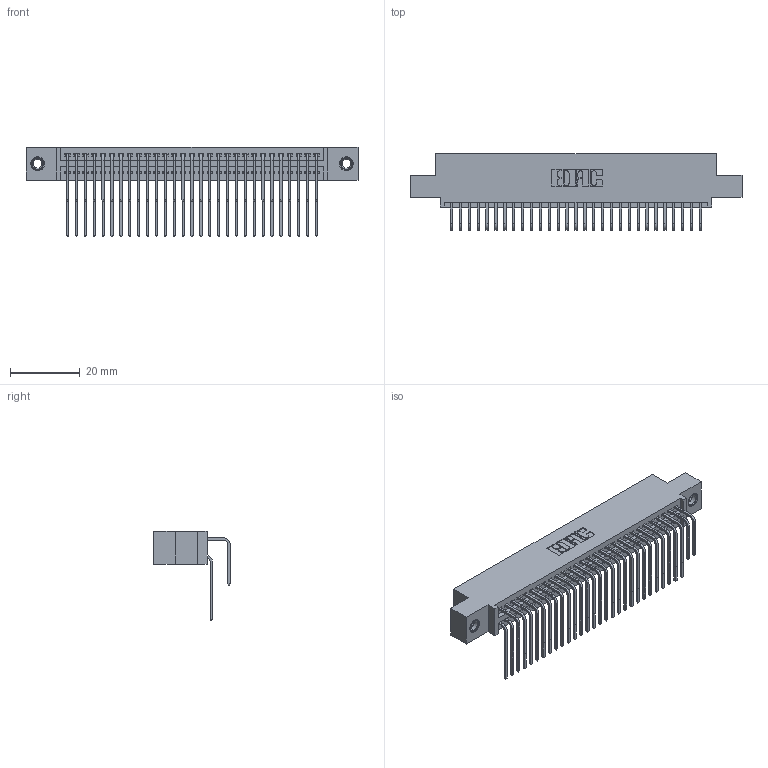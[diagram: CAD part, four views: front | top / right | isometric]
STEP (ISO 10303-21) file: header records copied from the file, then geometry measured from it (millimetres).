
FILE_DESCRIPTION (( 'STEP AP203' ), '1' );
FILE_NAME ('345-058-558-507.STEP', '2018-09-26T17:04:29', ( '' ), ( '' ), 'SwSTEP 2.0', 'SolidWorks 2016', '' );
FILE_SCHEMA (( 'CONFIG_CONTROL_DESIGN' ));
Length unit declared in the file: inch
Products named in the file (5): 345-058-558-507; 345-292-001_558 Tail - 2; 345-250-001_345-250-005-103; 345-292-001_558 559 Tail - 1; 345 Part_0.110 Offset - 0.156 Dia-TI
Assembly tree (61 placements, depth 2):
  345-058-558-507
    345 Part_0.110 Offset - 0.156 Dia-TI
    345-292-001_558 559 Tail - 1  x29
    345-292-001_558 Tail - 2  x29
    345-250-001_345-250-005-103  x2
Bounding box: 94.87 x 21.83 x 25.53 mm (x, y, z)
Volume: 9342.7 mm3; surface area: 15252.4 mm2
Topology: 61 solids, 61 shells, 3206 faces, 9479 edges, 6234 vertices
Faces by surface type: plane 2146, cylinder 1044, cone 12, torus 4
Entity records: 27474 total; most frequent: CARTESIAN_POINT 4646, ORIENTED_EDGE 4522, DIRECTION 4111, EDGE_CURVE 2261, VECTOR 1953, LINE 1953, VERTEX_POINT 1500, AXIS2_PLACEMENT_3D 1079
